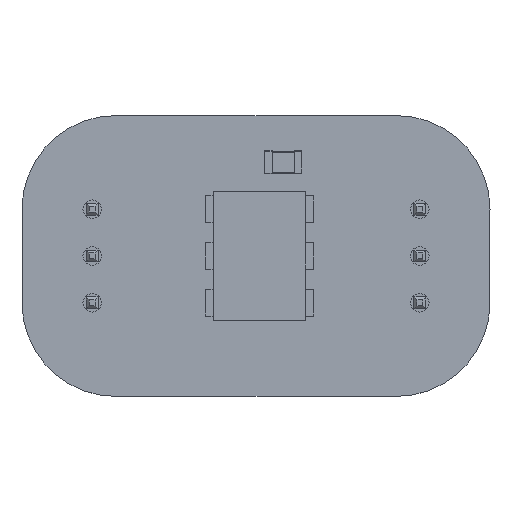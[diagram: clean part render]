
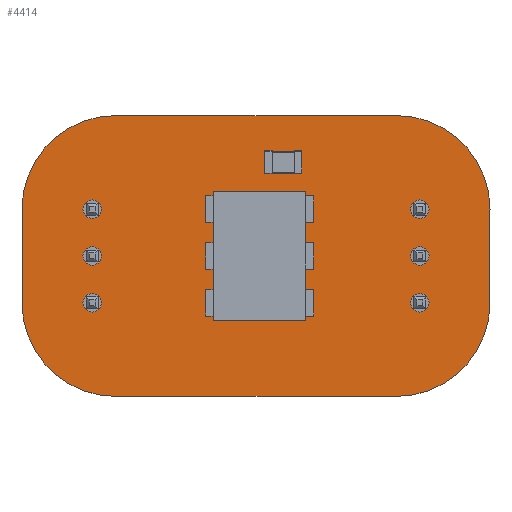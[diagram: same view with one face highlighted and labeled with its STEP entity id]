
A CAD part, top view. The second image highlights one B-rep face of the part: STEP entity #4414.
In plain terms, the highlighted planar face has unit normal (0, 0, 1).
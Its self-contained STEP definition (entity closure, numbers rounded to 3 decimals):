
#4199 = VERTEX_POINT('',#4200);
#4200 = CARTESIAN_POINT('',(16.51,5.08,0.7));
#4206 = EDGE_CURVE('',#4199,#4207,#4209,.T.);
#4207 = VERTEX_POINT('',#4208);
#4208 = CARTESIAN_POINT('',(21.59,0.,0.7));
#4209 = CIRCLE('',#4210,5.08);
#4210 = AXIS2_PLACEMENT_3D('',#4211,#4212,#4213);
#4211 = CARTESIAN_POINT('',(16.51,0.,0.7));
#4212 = DIRECTION('',(0.,0.,-1.));
#4213 = DIRECTION('',(0.,1.,0.));
#4241 = VERTEX_POINT('',#4242);
#4242 = CARTESIAN_POINT('',(1.27,5.08,0.7));
#4248 = EDGE_CURVE('',#4241,#4199,#4249,.T.);
#4249 = LINE('',#4250,#4251);
#4250 = CARTESIAN_POINT('',(1.27,5.08,0.7));
#4251 = VECTOR('',#4252,1.);
#4252 = DIRECTION('',(1.,0.,0.));
#4270 = EDGE_CURVE('',#4207,#4271,#4273,.T.);
#4271 = VERTEX_POINT('',#4272);
#4272 = CARTESIAN_POINT('',(21.59,-5.08,0.7));
#4273 = LINE('',#4274,#4275);
#4274 = CARTESIAN_POINT('',(21.59,0.,0.7));
#4275 = VECTOR('',#4276,1.);
#4276 = DIRECTION('',(0.,-1.,0.));
#4414 = ADVANCED_FACE('',(#4415,#4461,#4472,#4483,#4494,#4505,#4516),
  #4527,.T.);
#4415 = FACE_BOUND('',#4416,.T.);
#4416 = EDGE_LOOP('',(#4417,#4418,#4419,#4428,#4436,#4445,#4453,#4460));
#4417 = ORIENTED_EDGE('',*,*,#4206,.F.);
#4418 = ORIENTED_EDGE('',*,*,#4248,.F.);
#4419 = ORIENTED_EDGE('',*,*,#4420,.F.);
#4420 = EDGE_CURVE('',#4421,#4241,#4423,.T.);
#4421 = VERTEX_POINT('',#4422);
#4422 = CARTESIAN_POINT('',(-3.81,0.,0.7));
#4423 = CIRCLE('',#4424,5.08);
#4424 = AXIS2_PLACEMENT_3D('',#4425,#4426,#4427);
#4425 = CARTESIAN_POINT('',(1.27,0.,0.7));
#4426 = DIRECTION('',(0.,0.,-1.));
#4427 = DIRECTION('',(-1.,0.,0.));
#4428 = ORIENTED_EDGE('',*,*,#4429,.F.);
#4429 = EDGE_CURVE('',#4430,#4421,#4432,.T.);
#4430 = VERTEX_POINT('',#4431);
#4431 = CARTESIAN_POINT('',(-3.81,-5.08,0.7));
#4432 = LINE('',#4433,#4434);
#4433 = CARTESIAN_POINT('',(-3.81,-5.08,0.7));
#4434 = VECTOR('',#4435,1.);
#4435 = DIRECTION('',(0.,1.,0.));
#4436 = ORIENTED_EDGE('',*,*,#4437,.F.);
#4437 = EDGE_CURVE('',#4438,#4430,#4440,.T.);
#4438 = VERTEX_POINT('',#4439);
#4439 = CARTESIAN_POINT('',(1.27,-10.16,0.7));
#4440 = CIRCLE('',#4441,5.08);
#4441 = AXIS2_PLACEMENT_3D('',#4442,#4443,#4444);
#4442 = CARTESIAN_POINT('',(1.27,-5.08,0.7));
#4443 = DIRECTION('',(0.,0.,-1.));
#4444 = DIRECTION('',(0.,-1.,-0.));
#4445 = ORIENTED_EDGE('',*,*,#4446,.F.);
#4446 = EDGE_CURVE('',#4447,#4438,#4449,.T.);
#4447 = VERTEX_POINT('',#4448);
#4448 = CARTESIAN_POINT('',(16.51,-10.16,0.7));
#4449 = LINE('',#4450,#4451);
#4450 = CARTESIAN_POINT('',(16.51,-10.16,0.7));
#4451 = VECTOR('',#4452,1.);
#4452 = DIRECTION('',(-1.,0.,0.));
#4453 = ORIENTED_EDGE('',*,*,#4454,.F.);
#4454 = EDGE_CURVE('',#4271,#4447,#4455,.T.);
#4455 = CIRCLE('',#4456,5.08);
#4456 = AXIS2_PLACEMENT_3D('',#4457,#4458,#4459);
#4457 = CARTESIAN_POINT('',(16.51,-5.08,0.7));
#4458 = DIRECTION('',(0.,0.,-1.));
#4459 = DIRECTION('',(1.,0.,0.));
#4460 = ORIENTED_EDGE('',*,*,#4270,.F.);
#4461 = FACE_BOUND('',#4462,.T.);
#4462 = EDGE_LOOP('',(#4463));
#4463 = ORIENTED_EDGE('',*,*,#4464,.T.);
#4464 = EDGE_CURVE('',#4465,#4465,#4467,.T.);
#4465 = VERTEX_POINT('',#4466);
#4466 = CARTESIAN_POINT('',(0.,-5.58,0.7));
#4467 = CIRCLE('',#4468,0.5);
#4468 = AXIS2_PLACEMENT_3D('',#4469,#4470,#4471);
#4469 = CARTESIAN_POINT('',(0.,-5.08,0.7));
#4470 = DIRECTION('',(-0.,0.,-1.));
#4471 = DIRECTION('',(0.,-1.,-0.));
#4472 = FACE_BOUND('',#4473,.T.);
#4473 = EDGE_LOOP('',(#4474));
#4474 = ORIENTED_EDGE('',*,*,#4475,.T.);
#4475 = EDGE_CURVE('',#4476,#4476,#4478,.T.);
#4476 = VERTEX_POINT('',#4477);
#4477 = CARTESIAN_POINT('',(17.78,-5.58,0.7));
#4478 = CIRCLE('',#4479,0.5);
#4479 = AXIS2_PLACEMENT_3D('',#4480,#4481,#4482);
#4480 = CARTESIAN_POINT('',(17.78,-5.08,0.7));
#4481 = DIRECTION('',(-0.,0.,-1.));
#4482 = DIRECTION('',(-0.,-1.,0.));
#4483 = FACE_BOUND('',#4484,.T.);
#4484 = EDGE_LOOP('',(#4485));
#4485 = ORIENTED_EDGE('',*,*,#4486,.T.);
#4486 = EDGE_CURVE('',#4487,#4487,#4489,.T.);
#4487 = VERTEX_POINT('',#4488);
#4488 = CARTESIAN_POINT('',(0.,-3.04,0.7));
#4489 = CIRCLE('',#4490,0.5);
#4490 = AXIS2_PLACEMENT_3D('',#4491,#4492,#4493);
#4491 = CARTESIAN_POINT('',(0.,-2.54,0.7));
#4492 = DIRECTION('',(-0.,0.,-1.));
#4493 = DIRECTION('',(0.,-1.,-0.));
#4494 = FACE_BOUND('',#4495,.T.);
#4495 = EDGE_LOOP('',(#4496));
#4496 = ORIENTED_EDGE('',*,*,#4497,.T.);
#4497 = EDGE_CURVE('',#4498,#4498,#4500,.T.);
#4498 = VERTEX_POINT('',#4499);
#4499 = CARTESIAN_POINT('',(0.,-0.5,0.7));
#4500 = CIRCLE('',#4501,0.5);
#4501 = AXIS2_PLACEMENT_3D('',#4502,#4503,#4504);
#4502 = CARTESIAN_POINT('',(0.,0.,0.7)
  );
#4503 = DIRECTION('',(-0.,0.,-1.));
#4504 = DIRECTION('',(0.,-1.,-0.));
#4505 = FACE_BOUND('',#4506,.T.);
#4506 = EDGE_LOOP('',(#4507));
#4507 = ORIENTED_EDGE('',*,*,#4508,.T.);
#4508 = EDGE_CURVE('',#4509,#4509,#4511,.T.);
#4509 = VERTEX_POINT('',#4510);
#4510 = CARTESIAN_POINT('',(17.78,-3.04,0.7));
#4511 = CIRCLE('',#4512,0.5);
#4512 = AXIS2_PLACEMENT_3D('',#4513,#4514,#4515);
#4513 = CARTESIAN_POINT('',(17.78,-2.54,0.7));
#4514 = DIRECTION('',(-0.,0.,-1.));
#4515 = DIRECTION('',(-0.,-1.,0.));
#4516 = FACE_BOUND('',#4517,.T.);
#4517 = EDGE_LOOP('',(#4518));
#4518 = ORIENTED_EDGE('',*,*,#4519,.T.);
#4519 = EDGE_CURVE('',#4520,#4520,#4522,.T.);
#4520 = VERTEX_POINT('',#4521);
#4521 = CARTESIAN_POINT('',(17.78,-0.5,0.7));
#4522 = CIRCLE('',#4523,0.5);
#4523 = AXIS2_PLACEMENT_3D('',#4524,#4525,#4526);
#4524 = CARTESIAN_POINT('',(17.78,0.,0.7));
#4525 = DIRECTION('',(-0.,0.,-1.));
#4526 = DIRECTION('',(-0.,-1.,0.));
#4527 = PLANE('',#4528);
#4528 = AXIS2_PLACEMENT_3D('',#4529,#4530,#4531);
#4529 = CARTESIAN_POINT('',(0.,0.,0.7));
#4530 = DIRECTION('',(0.,0.,1.));
#4531 = DIRECTION('',(1.,0.,-0.));
